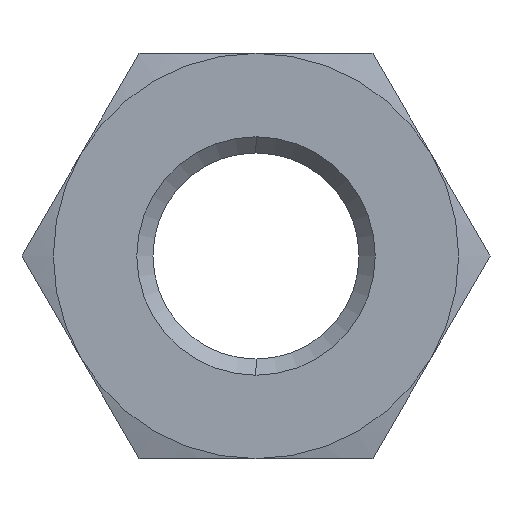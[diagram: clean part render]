
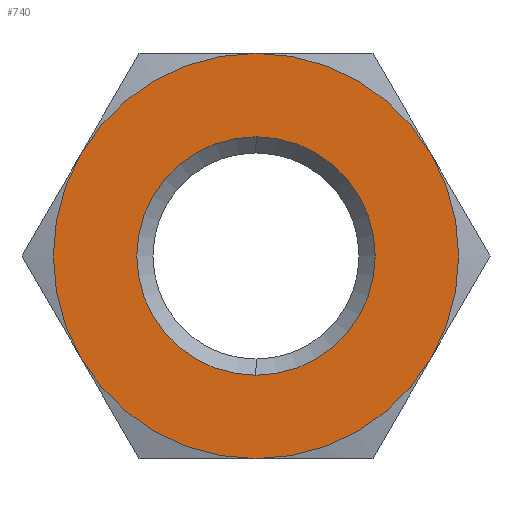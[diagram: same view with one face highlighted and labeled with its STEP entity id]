
A CAD part, left-side view. The second image highlights one B-rep face of the part: STEP entity #740.
In plain terms, the highlighted planar face has unit normal (-1, 0, 0).
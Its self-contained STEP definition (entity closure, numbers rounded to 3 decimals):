
#6 = CARTESIAN_POINT ( 'NONE',  ( 0., 0., 8.5 ) ) ;
#24 = CARTESIAN_POINT ( 'NONE',  ( 0., 0., 0. ) ) ;
#37 = CARTESIAN_POINT ( 'NONE',  ( 0., 0., 0. ) ) ;
#74 = VERTEX_POINT ( 'NONE', #556 ) ;
#79 = ORIENTED_EDGE ( 'NONE', *, *, #786, .F. ) ;
#97 = DIRECTION ( 'NONE',  ( 1., 0., 0. ) ) ;
#113 = DIRECTION ( 'NONE',  ( 0., 0., -1. ) ) ;
#126 = DIRECTION ( 'NONE',  ( 1., 0., 0. ) ) ;
#129 = EDGE_CURVE ( 'NONE', #74, #762, #383, .T. ) ;
#140 = CARTESIAN_POINT ( 'NONE',  ( 0., 0., -8.5 ) ) ;
#148 = ORIENTED_EDGE ( 'NONE', *, *, #282, .T. ) ;
#157 = DIRECTION ( 'NONE',  ( 1., 0., 0. ) ) ;
#161 = ORIENTED_EDGE ( 'NONE', *, *, #311, .F. ) ;
#162 = CIRCLE ( 'NONE', #288, 8.5 ) ;
#174 = CIRCLE ( 'NONE', #512, 8.5 ) ;
#200 = EDGE_LOOP ( 'NONE', ( #645, #148 ) ) ;
#201 = CARTESIAN_POINT ( 'NONE',  ( 0., 0., 0. ) ) ;
#213 = FACE_BOUND ( 'NONE', #200, .T. ) ;
#218 = CARTESIAN_POINT ( 'NONE',  ( 0., 0., 0. ) ) ;
#251 = AXIS2_PLACEMENT_3D ( 'NONE', #445, #97, #716 ) ;
#253 = DIRECTION ( 'NONE',  ( 0., 0., -1. ) ) ;
#272 = DIRECTION ( 'NONE',  ( 1., 0., 0. ) ) ;
#282 = EDGE_CURVE ( 'NONE', #536, #504, #356, .T. ) ;
#288 = AXIS2_PLACEMENT_3D ( 'NONE', #218, #402, #695 ) ;
#304 = CIRCLE ( 'NONE', #524, 8.5 ) ;
#311 = EDGE_CURVE ( 'NONE', #762, #759, #702, .T. ) ;
#327 = DIRECTION ( 'NONE',  ( 1., 0., 0. ) ) ;
#331 = DIRECTION ( 'NONE',  ( 1., 0., 0. ) ) ;
#343 = AXIS2_PLACEMENT_3D ( 'NONE', #670, #497, #253 ) ;
#352 = ORIENTED_EDGE ( 'NONE', *, *, #607, .F. ) ;
#356 = CIRCLE ( 'NONE', #577, 5. ) ;
#360 = VERTEX_POINT ( 'NONE', #758 ) ;
#370 = AXIS2_PLACEMENT_3D ( 'NONE', #588, #272, #523 ) ;
#383 = CIRCLE ( 'NONE', #343, 8.5 ) ;
#402 = DIRECTION ( 'NONE',  ( 1., 0., 0. ) ) ;
#404 = CARTESIAN_POINT ( 'NONE',  ( 0., 0., 5. ) ) ;
#410 = EDGE_CURVE ( 'NONE', #504, #536, #603, .T. ) ;
#428 = DIRECTION ( 'NONE',  ( 1., 0., 0. ) ) ;
#436 = CARTESIAN_POINT ( 'NONE',  ( 0., 0., -5. ) ) ;
#443 = CARTESIAN_POINT ( 'NONE',  ( 0., 0., 0. ) ) ;
#445 = CARTESIAN_POINT ( 'NONE',  ( 0., 0., 0. ) ) ;
#446 = ORIENTED_EDGE ( 'NONE', *, *, #634, .F. ) ;
#460 = CARTESIAN_POINT ( 'NONE',  ( 0., -7.361, -4.25 ) ) ;
#462 = CARTESIAN_POINT ( 'NONE',  ( 0., 7.361, -4.25 ) ) ;
#464 = FACE_OUTER_BOUND ( 'NONE', #592, .T. ) ;
#483 = CARTESIAN_POINT ( 'NONE',  ( 0., 0., 0. ) ) ;
#497 = DIRECTION ( 'NONE',  ( 1., 0., 0. ) ) ;
#499 = VERTEX_POINT ( 'NONE', #462 ) ;
#503 = EDGE_CURVE ( 'NONE', #759, #499, #304, .T. ) ;
#504 = VERTEX_POINT ( 'NONE', #404 ) ;
#512 = AXIS2_PLACEMENT_3D ( 'NONE', #201, #428, #800 ) ;
#516 = ORIENTED_EDGE ( 'NONE', *, *, #503, .F. ) ;
#520 = DIRECTION ( 'NONE',  ( 0., 0., -1. ) ) ;
#523 = DIRECTION ( 'NONE',  ( 0., 1., 0. ) ) ;
#524 = AXIS2_PLACEMENT_3D ( 'NONE', #37, #157, #782 ) ;
#536 = VERTEX_POINT ( 'NONE', #436 ) ;
#541 = VERTEX_POINT ( 'NONE', #6 ) ;
#556 = CARTESIAN_POINT ( 'NONE',  ( 0., -7.361, 4.25 ) ) ;
#577 = AXIS2_PLACEMENT_3D ( 'NONE', #24, #331, #520 ) ;
#588 = CARTESIAN_POINT ( 'NONE',  ( 0., 0., 0. ) ) ;
#592 = EDGE_LOOP ( 'NONE', ( #352, #516, #161, #674, #446, #79 ) ) ;
#603 = CIRCLE ( 'NONE', #251, 5. ) ;
#607 = EDGE_CURVE ( 'NONE', #499, #360, #174, .T. ) ;
#634 = EDGE_CURVE ( 'NONE', #541, #74, #763, .T. ) ;
#645 = ORIENTED_EDGE ( 'NONE', *, *, #410, .T. ) ;
#649 = PLANE ( 'NONE',  #370 ) ;
#670 = CARTESIAN_POINT ( 'NONE',  ( 0., 0., 0. ) ) ;
#674 = ORIENTED_EDGE ( 'NONE', *, *, #129, .F. ) ;
#695 = DIRECTION ( 'NONE',  ( 0., 0., -1. ) ) ;
#701 = AXIS2_PLACEMENT_3D ( 'NONE', #483, #126, #113 ) ;
#702 = CIRCLE ( 'NONE', #765, 8.5 ) ;
#703 = DIRECTION ( 'NONE',  ( 0., 0., -1. ) ) ;
#716 = DIRECTION ( 'NONE',  ( 0., 0., -1. ) ) ;
#740 = ADVANCED_FACE ( 'NONE', ( #213, #464 ), #649, .F. ) ;
#758 = CARTESIAN_POINT ( 'NONE',  ( 0., 7.361, 4.25 ) ) ;
#759 = VERTEX_POINT ( 'NONE', #140 ) ;
#762 = VERTEX_POINT ( 'NONE', #460 ) ;
#763 = CIRCLE ( 'NONE', #701, 8.5 ) ;
#765 = AXIS2_PLACEMENT_3D ( 'NONE', #443, #327, #703 ) ;
#782 = DIRECTION ( 'NONE',  ( 0., 0., -1. ) ) ;
#786 = EDGE_CURVE ( 'NONE', #360, #541, #162, .T. ) ;
#800 = DIRECTION ( 'NONE',  ( 0., 0., -1. ) ) ;
